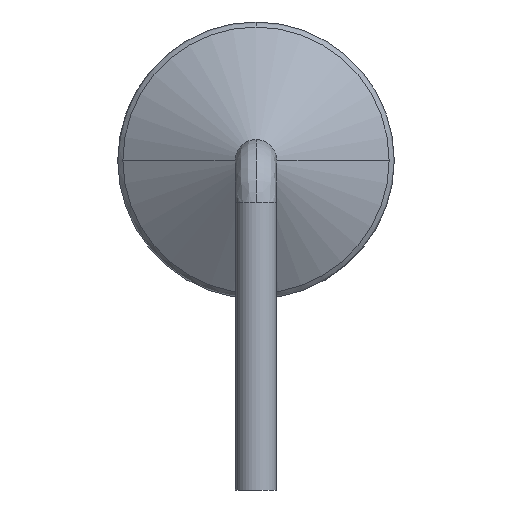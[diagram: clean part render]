
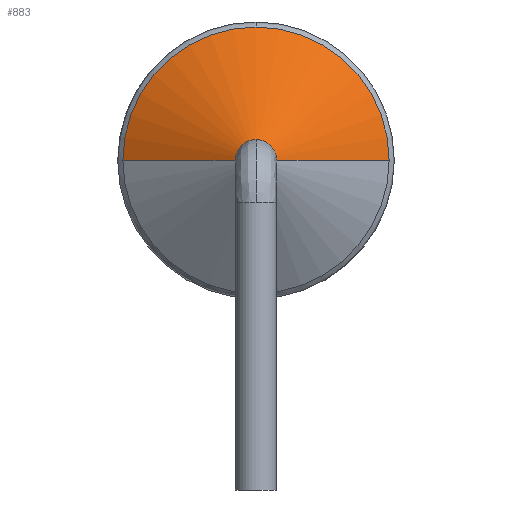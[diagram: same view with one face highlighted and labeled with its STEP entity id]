
A CAD part, left-side view. The second image highlights one B-rep face of the part: STEP entity #883.
In plain terms, the highlighted free-form (B-spline) face has degree [1, 2] with [2, 9] control points.
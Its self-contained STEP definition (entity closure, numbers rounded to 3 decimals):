
#812=CARTESIAN_POINT('',(-9.75,0.3,2.6));
#813=CARTESIAN_POINT('',(-8.408,2.504,2.6));
#814=CARTESIAN_POINT('',(-9.75,0.3,2.3));
#815=CARTESIAN_POINT('',(-8.408,2.504,0.096));
#816=CARTESIAN_POINT('',(-9.75,0.,2.3));
#817=CARTESIAN_POINT('',(-8.408,0.,0.096));
#818=CARTESIAN_POINT('',(-9.75,-0.3,2.3));
#819=CARTESIAN_POINT('',(-8.408,-2.504,0.096));
#820=CARTESIAN_POINT('',(-9.75,-0.3,2.6));
#821=CARTESIAN_POINT('',(-8.408,-2.504,2.6));
#822=CARTESIAN_POINT('',(-9.75,-0.3,2.9));
#823=CARTESIAN_POINT('',(-8.408,-2.504,5.104));
#824=CARTESIAN_POINT('',(-9.75,0.,2.9));
#825=CARTESIAN_POINT('',(-8.408,0.,5.104));
#826=CARTESIAN_POINT('',(-9.75,0.3,2.9));
#827=CARTESIAN_POINT('',(-8.408,2.504,5.104));
#828=CARTESIAN_POINT('',(-9.75,0.3,2.6));
#829=CARTESIAN_POINT('',(-8.408,2.504,2.6));
#837=(BOUNDED_SURFACE()B_SPLINE_SURFACE(1,2,((#812,#814,#816,#818,#820,#822,#824,#826,#828),(#813,#815,#817,#819,#821,#823,#825,#827,#829)),.UNSPECIFIED.,.F.,.T.,.U.)B_SPLINE_SURFACE_WITH_KNOTS((2,2),(3,2,2,2,3),(-0.928,0.851),(0.0,2.278,4.555,6.833,9.111),.UNSPECIFIED.)GEOMETRIC_REPRESENTATION_ITEM()RATIONAL_B_SPLINE_SURFACE(((1.0,0.707,1.0,0.707,1.0,0.707,1.0,0.707,1.0),(1.0,0.707,1.0,0.707,1.0,0.707,1.0,0.707,1.0)))REPRESENTATION_ITEM('')SURFACE());
#838=CARTESIAN_POINT('',(-8.408,-2.504,2.6));
#839=VERTEX_POINT('',#838);
#840=CARTESIAN_POINT('',(-9.75,-0.3,2.6));
#841=VERTEX_POINT('',#840);
#842=CARTESIAN_POINT('',(-8.408,-2.504,2.6));
#843=DIRECTION('',(-0.52,0.854,0.0));
#844=VECTOR('',#843,2.58);
#845=LINE('',#842,#844);
#846=EDGE_CURVE('',#839,#841,#845,.T.);
#847=ORIENTED_EDGE('',*,*,#846,.F.);
#848=CARTESIAN_POINT('',(-8.408,0.,5.104));
#849=VERTEX_POINT('',#848);
#850=CARTESIAN_POINT('',(-8.408,0.,2.6));
#851=DIRECTION('',(-1.0,0.0,0.0));
#852=DIRECTION('',(0.0,-1.0,0.0));
#853=AXIS2_PLACEMENT_3D('',#850,#851,#852);
#854=CIRCLE('',#853,2.504);
#855=EDGE_CURVE('',#839,#849,#854,.T.);
#856=ORIENTED_EDGE('',*,*,#855,.T.);
#857=CARTESIAN_POINT('',(-8.408,2.504,2.6));
#858=VERTEX_POINT('',#857);
#859=CARTESIAN_POINT('',(-8.408,0.,2.6));
#860=DIRECTION('',(-1.0,0.0,0.0));
#861=DIRECTION('',(0.0,-1.0,0.0));
#862=AXIS2_PLACEMENT_3D('',#859,#860,#861);
#863=CIRCLE('',#862,2.504);
#864=EDGE_CURVE('',#849,#858,#863,.T.);
#865=ORIENTED_EDGE('',*,*,#864,.T.);
#866=CARTESIAN_POINT('',(-9.75,0.3,2.6));
#867=VERTEX_POINT('',#866);
#868=CARTESIAN_POINT('',(-8.408,2.504,2.6));
#869=DIRECTION('',(-0.52,-0.854,0.));
#870=VECTOR('',#869,2.58);
#871=LINE('',#868,#870);
#872=EDGE_CURVE('',#858,#867,#871,.T.);
#873=ORIENTED_EDGE('',*,*,#872,.T.);
#874=CARTESIAN_POINT('',(-9.75,0.,2.6));
#875=DIRECTION('',(-1.0,0.0,0.0));
#876=DIRECTION('',(0.0,-1.0,0.0));
#877=AXIS2_PLACEMENT_3D('',#874,#875,#876);
#878=CIRCLE('',#877,0.3);
#879=EDGE_CURVE('',#841,#867,#878,.T.);
#880=ORIENTED_EDGE('',*,*,#879,.F.);
#881=EDGE_LOOP('',(#847,#856,#865,#873,#880));
#882=FACE_OUTER_BOUND('',#881,.T.);
#883=ADVANCED_FACE('',(#882),#837,.T.);
